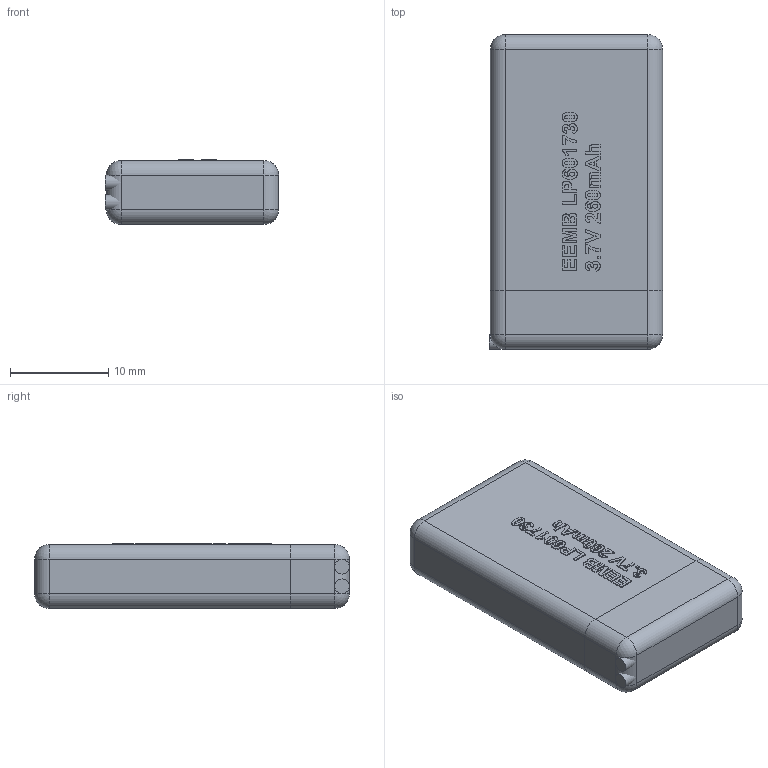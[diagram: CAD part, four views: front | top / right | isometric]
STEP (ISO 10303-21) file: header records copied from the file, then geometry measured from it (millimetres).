
FILE_DESCRIPTION(/* description */ (''),/* implementation_level */ '2;1');
FILE_NAME(/* name */ 'EEMB LP601730 260mAh.step',/* time_stamp */ '2023-01-16T14:04:58+01:00',/* author */ (''),/* organization */ (''),/* preprocessor_version */ 'ST-DEVELOPER v19.2',/* originating_system */ 'Autodesk Translation Framework v11.17.0.187',/* authorisation */ '');
FILE_SCHEMA (('AUTOMOTIVE_DESIGN { 1 0 10303 214 3 1 1 }'));
Length unit declared in the file: millimetre
Products named in the file (4): EEMB LP601730 260mAh; battery; text; wires
Assembly tree (3 placements, depth 2):
  EEMB LP601730 260mAh
    battery
    text
    wires
Bounding box: 17.6 x 32 x 6.6 mm (x, y, z)
Volume: 3543.9 mm3; surface area: 1915.3 mm2
Topology: 26 solids, 26 shells, 467 faces, 1221 edges, 806 vertices
Faces by surface type: bspline 253, plane 188, cylinder 18, sphere 8
Full cylindrical faces by diameter (mm): 1.5 x2
Entity records: 16736 total; most frequent: CARTESIAN_POINT 6803, ORIENTED_EDGE 2442, EDGE_CURVE 1221, DIRECTION 1195, VERTEX_POINT 806, LINE 679, VECTOR 679, B_SPLINE_CURVE_WITH_KNOTS 506
